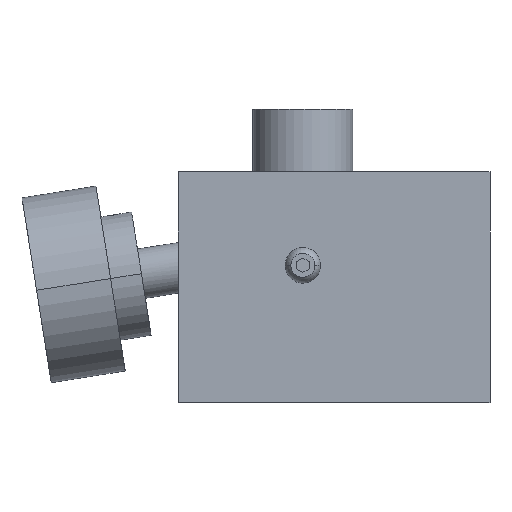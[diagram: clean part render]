
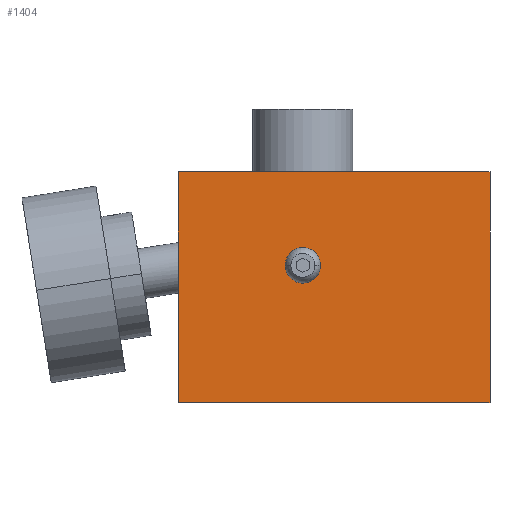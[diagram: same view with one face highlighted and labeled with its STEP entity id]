
A CAD part, front view. The second image highlights one B-rep face of the part: STEP entity #1404.
In plain terms, the highlighted planar face has unit normal (0, -1, 0).
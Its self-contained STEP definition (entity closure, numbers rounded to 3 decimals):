
#6 = CARTESIAN_POINT ( 'NONE',  ( -40., -11., 0. ) ) ;
#20 = EDGE_CURVE ( 'NONE', #2020, #913, #225, .T. ) ;
#28 = CARTESIAN_POINT ( 'NONE',  ( -40., -11., 0. ) ) ;
#45 = ORIENTED_EDGE ( 'NONE', *, *, #1938, .F. ) ;
#225 = LINE ( 'NONE', #862, #725 ) ;
#252 = CARTESIAN_POINT ( 'NONE',  ( -20., -11., 22. ) ) ;
#261 = CARTESIAN_POINT ( 'NONE',  ( -40., -11., 37. ) ) ;
#318 = CARTESIAN_POINT ( 'NONE',  ( 10., -11., 0. ) ) ;
#325 = DIRECTION ( 'NONE',  ( -1., 0., 0. ) ) ;
#365 = EDGE_CURVE ( 'NONE', #789, #1005, #860, .T. ) ;
#382 = DIRECTION ( 'NONE',  ( -1., 0., 0. ) ) ;
#436 = DIRECTION ( 'NONE',  ( -1., 0., 0. ) ) ;
#464 = DIRECTION ( 'NONE',  ( 0., 0., -1. ) ) ;
#528 = DIRECTION ( 'NONE',  ( 0., 1., 0. ) ) ;
#616 = LINE ( 'NONE', #261, #1999 ) ;
#621 = ORIENTED_EDGE ( 'NONE', *, *, #2027, .T. ) ;
#698 = LINE ( 'NONE', #1821, #1267 ) ;
#701 = CARTESIAN_POINT ( 'NONE',  ( 10., -11., 37. ) ) ;
#725 = VECTOR ( 'NONE', #1669, 1000. ) ;
#762 = DIRECTION ( 'NONE',  ( 1., 0., 0. ) ) ;
#789 = VERTEX_POINT ( 'NONE', #1205 ) ;
#790 = FACE_BOUND ( 'NONE', #1721, .T. ) ;
#800 = AXIS2_PLACEMENT_3D ( 'NONE', #252, #528, #382 ) ;
#860 = CIRCLE ( 'NONE', #800, 2.85 ) ;
#861 = CARTESIAN_POINT ( 'NONE',  ( -22.85, -11., 22. ) ) ;
#862 = CARTESIAN_POINT ( 'NONE',  ( 10., -11., 0. ) ) ;
#868 = AXIS2_PLACEMENT_3D ( 'NONE', #6, #1265, #325 ) ;
#913 = VERTEX_POINT ( 'NONE', #28 ) ;
#940 = FACE_OUTER_BOUND ( 'NONE', #1990, .T. ) ;
#982 = VERTEX_POINT ( 'NONE', #701 ) ;
#1005 = VERTEX_POINT ( 'NONE', #861 ) ;
#1079 = DIRECTION ( 'NONE',  ( 0., 1., 0. ) ) ;
#1139 = ORIENTED_EDGE ( 'NONE', *, *, #1862, .F. ) ;
#1166 = AXIS2_PLACEMENT_3D ( 'NONE', #1852, #1079, #436 ) ;
#1187 = EDGE_CURVE ( 'NONE', #913, #1274, #698, .T. ) ;
#1205 = CARTESIAN_POINT ( 'NONE',  ( -17.15, -11., 22. ) ) ;
#1250 = CARTESIAN_POINT ( 'NONE',  ( 10., -11., 37. ) ) ;
#1265 = DIRECTION ( 'NONE',  ( 0., 1., 0. ) ) ;
#1267 = VECTOR ( 'NONE', #1373, 1000. ) ;
#1274 = VERTEX_POINT ( 'NONE', #1944 ) ;
#1298 = ORIENTED_EDGE ( 'NONE', *, *, #1187, .F. ) ;
#1373 = DIRECTION ( 'NONE',  ( 0., 0., 1. ) ) ;
#1403 = LINE ( 'NONE', #1250, #1598 ) ;
#1404 = ADVANCED_FACE ( 'NONE', ( #790, #940 ), #1592, .F. ) ;
#1501 = CIRCLE ( 'NONE', #1166, 2.85 ) ;
#1592 = PLANE ( 'NONE',  #868 ) ;
#1598 = VECTOR ( 'NONE', #464, 1000. ) ;
#1632 = ORIENTED_EDGE ( 'NONE', *, *, #20, .F. ) ;
#1669 = DIRECTION ( 'NONE',  ( -1., 0., 0. ) ) ;
#1721 = EDGE_LOOP ( 'NONE', ( #621, #1903 ) ) ;
#1821 = CARTESIAN_POINT ( 'NONE',  ( -40., -11., 0. ) ) ;
#1852 = CARTESIAN_POINT ( 'NONE',  ( -20., -11., 22. ) ) ;
#1862 = EDGE_CURVE ( 'NONE', #1274, #982, #616, .T. ) ;
#1903 = ORIENTED_EDGE ( 'NONE', *, *, #365, .T. ) ;
#1938 = EDGE_CURVE ( 'NONE', #982, #2020, #1403, .T. ) ;
#1944 = CARTESIAN_POINT ( 'NONE',  ( -40., -11., 37. ) ) ;
#1990 = EDGE_LOOP ( 'NONE', ( #45, #1139, #1298, #1632 ) ) ;
#1999 = VECTOR ( 'NONE', #762, 1000. ) ;
#2020 = VERTEX_POINT ( 'NONE', #318 ) ;
#2027 = EDGE_CURVE ( 'NONE', #1005, #789, #1501, .T. ) ;
